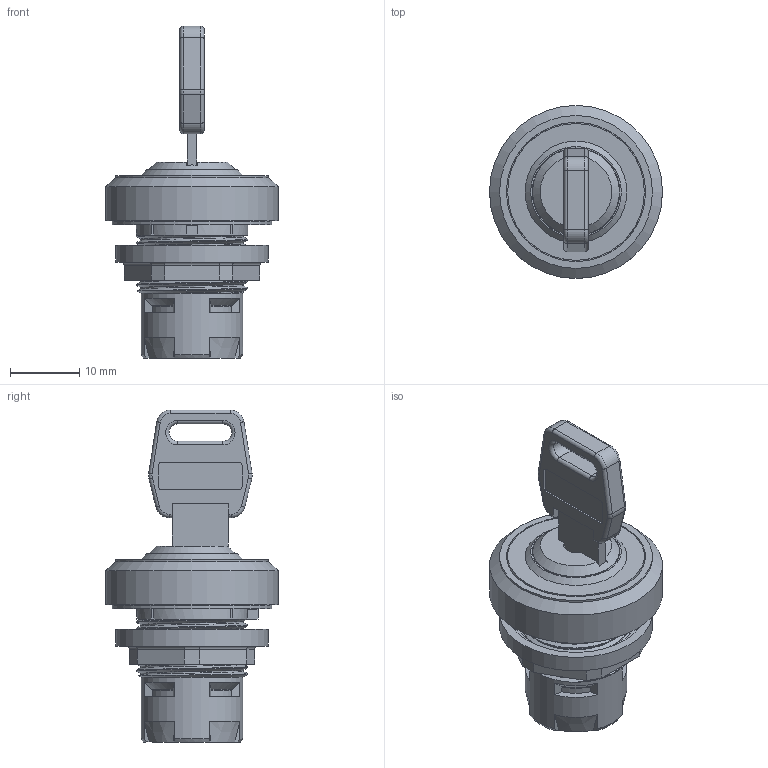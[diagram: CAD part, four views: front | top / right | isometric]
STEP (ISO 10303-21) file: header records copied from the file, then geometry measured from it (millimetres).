
FILE_DESCRIPTION(/* description */ (''),/* implementation_level */ '2;1');
FILE_NAME(/* name */ 'RKSSA12_ipt.stp',/* time_stamp */ '2017-04-21T11:34:43+02:00',/* author */ ('ahoffmann'),/* organization */ (''),/* preprocessor_version */ 'ST-DEVELOPER v16.1',/* originating_system */ 'Autodesk Inventor 2016',/* authorisation */ '');
FILE_SCHEMA (('AUTOMOTIVE_DESIGN { 1 0 10303 214 3 1 1 }'));
Length unit declared in the file: centimetre
Products named in the file (1): RKSSA..._vereinfacht
Bounding box: 24.9 x 24.9 x 47.78 mm (x, y, z)
Volume: 7942 mm3; surface area: 5557.3 mm2
Topology: 1 solids, 4 shells, 289 faces, 744 edges, 472 vertices
Faces by surface type: plane 142, cylinder 83, torus 33, cone 24, bspline 5, sphere 2
Full cylindrical faces by diameter (mm): 11.9 x1, 12 x4, 12.05 x2, 12.65 x1, 14.65 x1, 16 x4, 16.15 x1, 16.5 x1, 17.6 x1, 19.5 x1, 19.67 x1, 20.03 x1, 21.47 x1, 22 x2, 23 x1, 24.9 x1
Entity records: 10948 total; most frequent: CARTESIAN_POINT 4184, DIRECTION 1424, ORIENTED_EDGE 1374, EDGE_CURVE 687, AXIS2_PLACEMENT_3D 544, VERTEX_POINT 451, EDGE_LOOP 348, LINE 336
